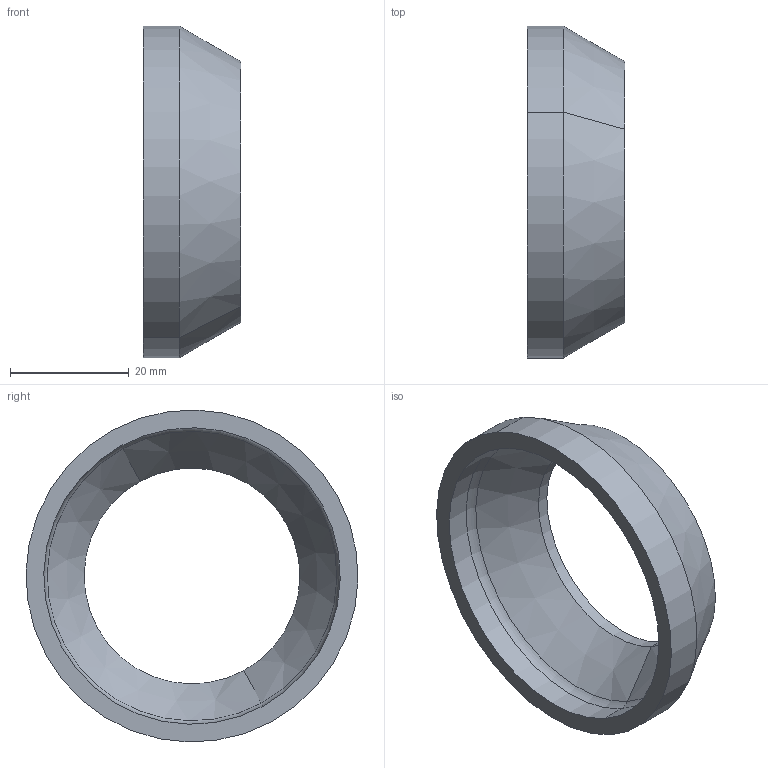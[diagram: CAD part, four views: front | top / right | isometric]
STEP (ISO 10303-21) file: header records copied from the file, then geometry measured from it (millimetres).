
FILE_DESCRIPTION(('CATIA V5 STEP Exchange'),'2;1');
FILE_NAME('WT_03004 (Tripod Housing Spacer).stp','2022-11-15T18:38:56+00:00',('none'),('none'),'CATIA Version 5 Release 19 SP 2 (IN-10)','CATIA V5 STEP AP203','none');
FILE_SCHEMA(('CONFIG_CONTROL_DESIGN'));
Length unit declared in the file: millimetre
Products named in the file (1): WT_03004
Bounding box: 16.5 x 55.98 x 55.98 mm (x, y, z)
Volume: 9622.9 mm3; surface area: 6528.3 mm2
Topology: 1 solids, 1 shells, 14 faces, 28 edges, 16 vertices
Faces by surface type: cylinder 6, cone 4, plane 2, torus 2
Entity records: 374 total; most frequent: ORIENTED_EDGE 56, CARTESIAN_POINT 55, DIRECTION 48, AXIS2_PLACEMENT_3D 29, EDGE_CURVE 28, CIRCLE 18, EDGE_LOOP 16, VERTEX_POINT 16
